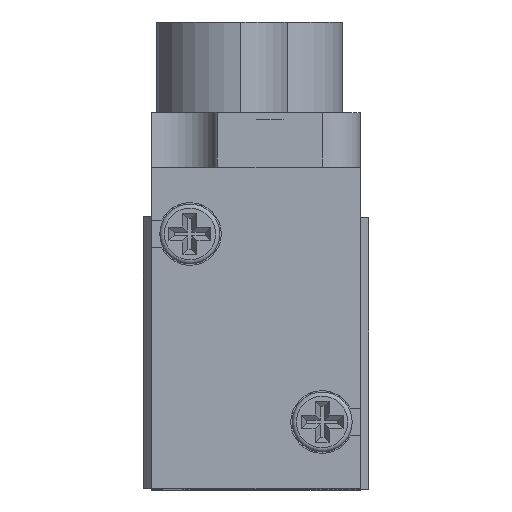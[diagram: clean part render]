
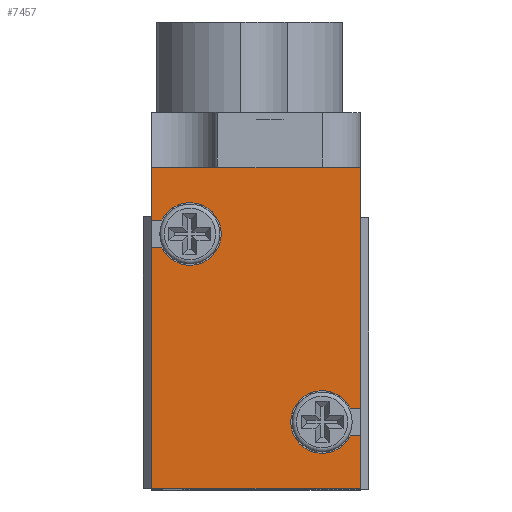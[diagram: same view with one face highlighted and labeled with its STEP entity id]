
A CAD part, top view. The second image highlights one B-rep face of the part: STEP entity #7457.
In plain terms, the highlighted planar face has unit normal (0, 0, 1).
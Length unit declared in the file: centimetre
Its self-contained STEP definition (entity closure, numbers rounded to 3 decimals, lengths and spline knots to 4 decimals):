
#184=PLANE($,#7992);
#529=FACE_OUTER_BOUND($,#1134,.T.);
#1134=EDGE_LOOP($,(#5763,#5764,#5765,#5766,#5767,#5768,#5769,#5770,#5771,
#5772,#5773,#5774));
#1706=LINE($,#11309,#2431);
#1710=LINE($,#11317,#2435);
#1714=LINE($,#11324,#2439);
#1716=LINE($,#11328,#2441);
#1719=LINE($,#11334,#2444);
#1722=LINE($,#11338,#2447);
#1723=LINE($,#11341,#2448);
#1724=LINE($,#11344,#2449);
#1725=LINE($,#11345,#2450);
#1726=LINE($,#11346,#2451);
#2431=VECTOR($,#9129,0.375);
#2435=VECTOR($,#9133,1.725);
#2439=VECTOR($,#9139,1.5);
#2441=VECTOR($,#9143,0.375);
#2444=VECTOR($,#9146,1.725);
#2447=VECTOR($,#9151,1.5);
#2448=VECTOR($,#9154,0.0734);
#2449=VECTOR($,#9157,0.0734);
#2450=VECTOR($,#9158,0.0734);
#2451=VECTOR($,#9159,0.0734);
#3072=CIRCLE($,#7984,0.225);
#3074=CIRCLE($,#7993,0.225);
#3462=VERTEX_POINT($,#11285);
#3463=VERTEX_POINT($,#11287);
#3470=VERTEX_POINT($,#11306);
#3471=VERTEX_POINT($,#11308);
#3474=VERTEX_POINT($,#11314);
#3475=VERTEX_POINT($,#11316);
#3477=VERTEX_POINT($,#11322);
#3478=VERTEX_POINT($,#11326);
#3480=VERTEX_POINT($,#11331);
#3481=VERTEX_POINT($,#11333);
#3482=VERTEX_POINT($,#11340);
#3483=VERTEX_POINT($,#11342);
#4321=EDGE_CURVE($,#3462,#3463,#3072,.T.);
#4331=EDGE_CURVE($,#3470,#3471,#1706,.T.);
#4335=EDGE_CURVE($,#3474,#3475,#1710,.T.);
#4339=EDGE_CURVE($,#3477,#3474,#1714,.T.);
#4341=EDGE_CURVE($,#3478,#3477,#1716,.T.);
#4344=EDGE_CURVE($,#3480,#3481,#1719,.T.);
#4347=EDGE_CURVE($,#3471,#3480,#1722,.T.);
#4348=EDGE_CURVE($,#3482,#3478,#1723,.T.);
#4349=EDGE_CURVE($,#3483,#3482,#3074,.T.);
#4350=EDGE_CURVE($,#3483,#3481,#1724,.T.);
#4351=EDGE_CURVE($,#3463,#3470,#1725,.T.);
#4352=EDGE_CURVE($,#3462,#3475,#1726,.T.);
#5763=ORIENTED_EDGE($,*,*,#4348,.F.);
#5764=ORIENTED_EDGE($,*,*,#4349,.F.);
#5765=ORIENTED_EDGE($,*,*,#4350,.T.);
#5766=ORIENTED_EDGE($,*,*,#4344,.F.);
#5767=ORIENTED_EDGE($,*,*,#4347,.F.);
#5768=ORIENTED_EDGE($,*,*,#4331,.F.);
#5769=ORIENTED_EDGE($,*,*,#4351,.F.);
#5770=ORIENTED_EDGE($,*,*,#4321,.F.);
#5771=ORIENTED_EDGE($,*,*,#4352,.T.);
#5772=ORIENTED_EDGE($,*,*,#4335,.F.);
#5773=ORIENTED_EDGE($,*,*,#4339,.F.);
#5774=ORIENTED_EDGE($,*,*,#4341,.F.);
#7457=ADVANCED_FACE($,(#529),#184,.T.);
#7984=AXIS2_PLACEMENT_3D($,#11288,#9111,#9112);
#7992=AXIS2_PLACEMENT_3D($,#11339,#9152,#9153);
#7993=AXIS2_PLACEMENT_3D($,#11343,#9155,#9156);
#9111=DIRECTION('center_axis',(0.,0.,1.));
#9112=DIRECTION('ref_axis',(1.,0.,0.));
#9129=DIRECTION($,(0.,1.,0.));
#9133=DIRECTION($,(0.,1.,0.));
#9139=DIRECTION($,(-1.,0.,0.));
#9143=DIRECTION($,(0.,-1.,0.));
#9146=DIRECTION($,(0.,-1.,0.));
#9151=DIRECTION($,(1.,0.,0.));
#9152=DIRECTION('center_axis',(0.,0.,1.));
#9153=DIRECTION('ref_axis',(1.,0.,0.));
#9154=DIRECTION($,(1.,0.,0.));
#9155=DIRECTION('center_axis',(0.,0.,1.));
#9156=DIRECTION('ref_axis',(1.,0.,0.));
#9157=DIRECTION($,(1.,0.,0.));
#9158=DIRECTION($,(-1.,0.,0.));
#9159=DIRECTION($,(-1.,0.,0.));
#11285=CARTESIAN_POINT('',(-0.7022,0.7013,3.225));
#11287=CARTESIAN_POINT('',(-0.7022,0.9013,3.225));
#11288=CARTESIAN_POINT('Origin',(-0.5006,0.8013,3.225));
#11306=CARTESIAN_POINT('',(-0.7756,0.9013,3.225));
#11308=CARTESIAN_POINT('',(-0.7756,1.2763,3.225));
#11309=CARTESIAN_POINT($,(-0.7756,-1.0237,3.225));
#11314=CARTESIAN_POINT('',(-0.7756,-1.0237,3.225));
#11316=CARTESIAN_POINT('',(-0.7756,0.7013,3.225));
#11317=CARTESIAN_POINT($,(-0.7756,-1.0237,3.225));
#11322=CARTESIAN_POINT('',(0.7244,-1.0237,3.225));
#11324=CARTESIAN_POINT($,(0.7244,-1.0237,3.225));
#11326=CARTESIAN_POINT('',(0.7244,-0.6487,3.225));
#11328=CARTESIAN_POINT($,(0.7244,-1.0237,3.225));
#11331=CARTESIAN_POINT('',(0.7244,1.2763,3.225));
#11333=CARTESIAN_POINT('',(0.7244,-0.4487,3.225));
#11334=CARTESIAN_POINT($,(0.7244,-1.0237,3.225));
#11338=CARTESIAN_POINT($,(0.7244,1.2763,3.225));
#11339=CARTESIAN_POINT('Origin',(-0.7756,1.2763,3.225));
#11340=CARTESIAN_POINT('',(0.6509,-0.6487,3.225));
#11341=CARTESIAN_POINT($,(0.6509,-0.6487,3.225));
#11342=CARTESIAN_POINT('',(0.6509,-0.4487,3.225));
#11343=CARTESIAN_POINT('Origin',(0.4494,-0.5487,3.225));
#11344=CARTESIAN_POINT($,(0.6509,-0.4487,3.225));
#11345=CARTESIAN_POINT($,(2.1243,0.9013,3.225));
#11346=CARTESIAN_POINT($,(2.1243,0.7013,3.225));
